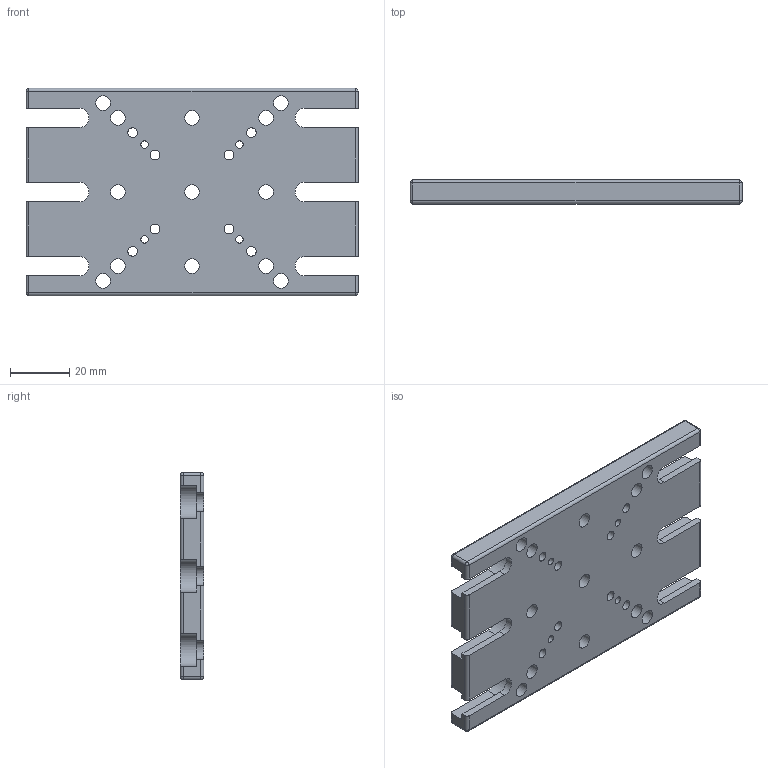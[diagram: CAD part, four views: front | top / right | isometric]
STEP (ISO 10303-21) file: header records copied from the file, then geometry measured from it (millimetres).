
FILE_DESCRIPTION (( 'STEP AP203' ), '1' );
FILE_NAME ('112-70-8-蛌諉啣.STEP', '2025-05-20T07:20:13', ( 'Windows User' ), ( 'P R C' ), 'SwSTEP 2.0', 'SolidWorks 2020', '' );
FILE_SCHEMA (( 'CONFIG_CONTROL_DESIGN' ));
Length unit declared in the file: millimetre
Products named in the file (1): 112-70-8-蛌諉啣
Bounding box: 112 x 8 x 70 mm (x, y, z)
Volume: 49623.5 mm3; surface area: 20476.2 mm2
Topology: 1 solids, 1 shells, 136 faces, 361 edges, 219 vertices
Faces by surface type: cylinder 61, plane 42, cone 25, sphere 8
Full cylindrical faces by diameter (mm): 2.5 x4, 3.3 x8, 5 x13
Entity records: 4079 total; most frequent: DIRECTION 724, CARTESIAN_POINT 659, ORIENTED_EDGE 606, EDGE_CURVE 303, AXIS2_PLACEMENT_3D 284, EDGE_LOOP 236, VERTEX_POINT 219, FACE_OUTER_BOUND 161
